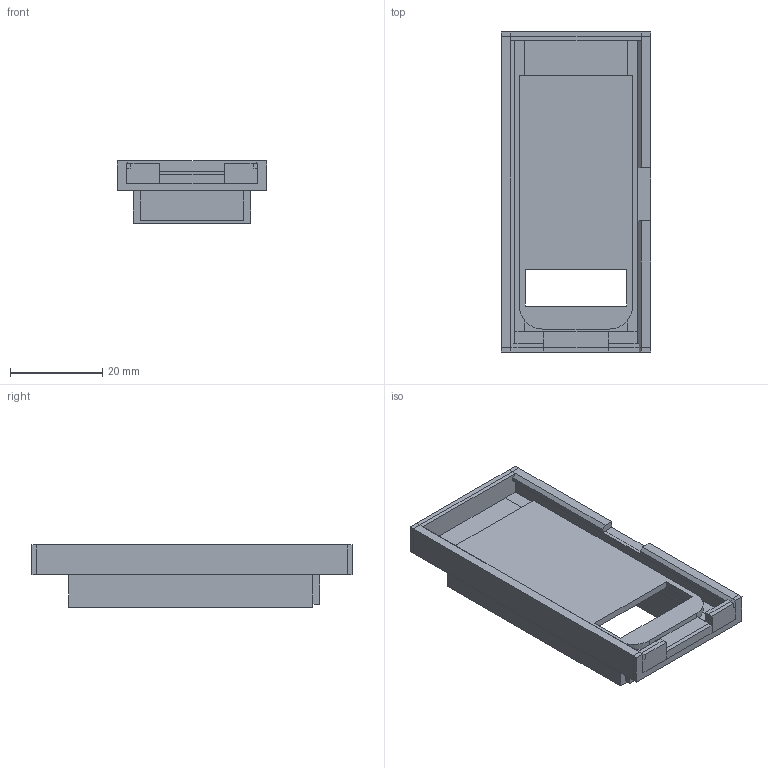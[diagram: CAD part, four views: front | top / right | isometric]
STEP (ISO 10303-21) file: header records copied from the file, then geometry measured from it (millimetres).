
FILE_DESCRIPTION(('FreeCAD Model'),'2;1');
FILE_NAME('Open CASCADE Shape Model','2023-08-13T17:12:53',('Author'),( ''),'Open CASCADE STEP processor 7.6','FreeCAD','Unknown');
FILE_SCHEMA(('AUTOMOTIVE_DESIGN { 1 0 10303 214 1 1 1 1 }'));
Length unit declared in the file: millimetre
Products named in the file (1): CaseMiddle
Bounding box: 32.4 x 69.5 x 13.5 mm (x, y, z)
Volume: 7841.7 mm3; surface area: 9534.2 mm2
Topology: 1 solids, 1 shells, 130 faces, 344 edges, 216 vertices
Faces by surface type: plane 128, cylinder 2
Entity records: 3918 total; most frequent: CARTESIAN_POINT 691, ORIENTED_EDGE 688, DIRECTION 610, EDGE_CURVE 344, LINE 340, VECTOR 340, VERTEX_POINT 216, AXIS2_PLACEMENT_3D 135
